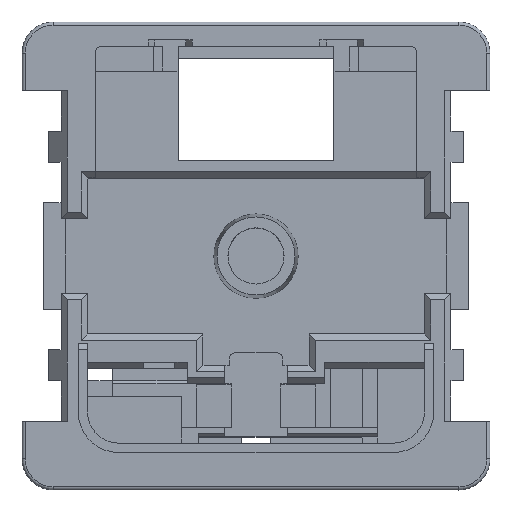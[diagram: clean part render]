
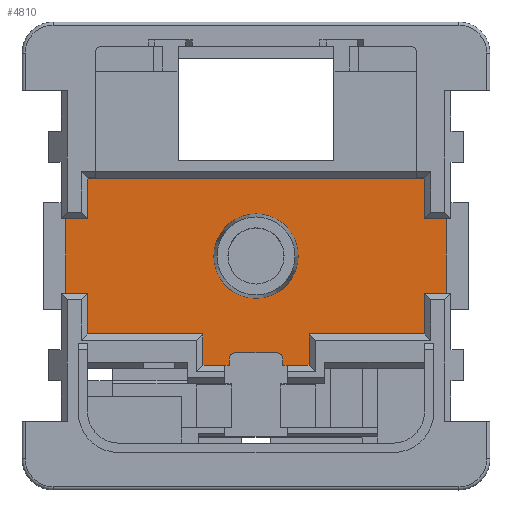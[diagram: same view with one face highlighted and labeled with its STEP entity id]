
A CAD part, top view. The second image highlights one B-rep face of the part: STEP entity #4810.
In plain terms, the highlighted planar face has unit normal (0, 0, 1).
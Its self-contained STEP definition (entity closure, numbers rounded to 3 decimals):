
#2345 = VERTEX_POINT('',#2346);
#2346 = CARTESIAN_POINT('',(-5.4,-1.2,0.5));
#2352 = EDGE_CURVE('',#2345,#2353,#2355,.T.);
#2353 = VERTEX_POINT('',#2354);
#2354 = CARTESIAN_POINT('',(-6.1,-1.2,0.5));
#2355 = LINE('',#2356,#2357);
#2356 = CARTESIAN_POINT('',(-5.4,-1.2,0.5));
#2357 = VECTOR('',#2358,1.);
#2358 = DIRECTION('',(-1.,0.,0.));
#2411 = VERTEX_POINT('',#2412);
#2412 = CARTESIAN_POINT('',(-5.4,-2.5,0.5));
#2418 = EDGE_CURVE('',#2411,#2345,#2419,.T.);
#2419 = LINE('',#2420,#2421);
#2420 = CARTESIAN_POINT('',(-5.4,-2.5,0.5));
#2421 = VECTOR('',#2422,1.);
#2422 = DIRECTION('',(0.,1.,0.));
#2458 = VERTEX_POINT('',#2459);
#2459 = CARTESIAN_POINT('',(-1.7,-2.5,0.5));
#2465 = EDGE_CURVE('',#2458,#2411,#2466,.T.);
#2466 = LINE('',#2467,#2468);
#2467 = CARTESIAN_POINT('',(-1.7,-2.5,0.5));
#2468 = VECTOR('',#2469,1.);
#2469 = DIRECTION('',(-1.,0.,0.));
#2499 = VERTEX_POINT('',#2500);
#2500 = CARTESIAN_POINT('',(-1.7,-3.5,0.5));
#2506 = EDGE_CURVE('',#2499,#2458,#2507,.T.);
#2507 = LINE('',#2508,#2509);
#2508 = CARTESIAN_POINT('',(-1.7,-3.5,0.5));
#2509 = VECTOR('',#2510,1.);
#2510 = DIRECTION('',(0.,1.,0.));
#2680 = VERTEX_POINT('',#2681);
#2681 = CARTESIAN_POINT('',(-0.85,-3.5,0.5));
#2687 = EDGE_CURVE('',#2680,#2499,#2688,.T.);
#2688 = LINE('',#2689,#2690);
#2689 = CARTESIAN_POINT('',(1.7,-3.5,0.5));
#2690 = VECTOR('',#2691,1.);
#2691 = DIRECTION('',(-1.,0.,0.));
#2970 = VERTEX_POINT('',#2971);
#2971 = CARTESIAN_POINT('',(5.4,-1.2,0.5));
#2988 = VERTEX_POINT('',#2989);
#2989 = CARTESIAN_POINT('',(6.1,-1.2,0.5));
#2995 = EDGE_CURVE('',#2988,#2970,#2996,.T.);
#2996 = LINE('',#2997,#2998);
#2997 = CARTESIAN_POINT('',(6.1,-1.2,0.5));
#2998 = VECTOR('',#2999,1.);
#2999 = DIRECTION('',(-1.,0.,0.));
#3012 = VERTEX_POINT('',#3013);
#3013 = CARTESIAN_POINT('',(5.4,-2.5,0.5));
#3019 = EDGE_CURVE('',#2970,#3012,#3020,.T.);
#3020 = LINE('',#3021,#3022);
#3021 = CARTESIAN_POINT('',(5.4,-1.2,0.5));
#3022 = VECTOR('',#3023,1.);
#3023 = DIRECTION('',(0.,-1.,0.));
#3163 = EDGE_CURVE('',#3012,#3164,#3166,.T.);
#3164 = VERTEX_POINT('',#3165);
#3165 = CARTESIAN_POINT('',(1.7,-2.5,0.5));
#3166 = LINE('',#3167,#3168);
#3167 = CARTESIAN_POINT('',(5.4,-2.5,0.5));
#3168 = VECTOR('',#3169,1.);
#3169 = DIRECTION('',(-1.,0.,0.));
#3203 = EDGE_CURVE('',#3164,#3204,#3206,.T.);
#3204 = VERTEX_POINT('',#3205);
#3205 = CARTESIAN_POINT('',(1.7,-3.5,0.5));
#3206 = LINE('',#3207,#3208);
#3207 = CARTESIAN_POINT('',(1.7,-2.5,0.5));
#3208 = VECTOR('',#3209,1.);
#3209 = DIRECTION('',(0.,-1.,0.));
#3255 = EDGE_CURVE('',#3204,#3256,#3258,.T.);
#3256 = VERTEX_POINT('',#3257);
#3257 = CARTESIAN_POINT('',(0.85,-3.5,0.5));
#3258 = LINE('',#3259,#3260);
#3259 = CARTESIAN_POINT('',(1.7,-3.5,0.5));
#3260 = VECTOR('',#3261,1.);
#3261 = DIRECTION('',(-1.,0.,0.));
#4810 = ADVANCED_FACE('',(#4811,#4917),#4928,.T.);
#4811 = FACE_BOUND('',#4812,.T.);
#4812 = EDGE_LOOP('',(#4813,#4821,#4830,#4838,#4847,#4853,#4854,#4855,
    #4856,#4857,#4858,#4866,#4874,#4882,#4890,#4898,#4906,#4912,#4913,
    #4914,#4915,#4916));
#4813 = ORIENTED_EDGE('',*,*,#4814,.T.);
#4814 = EDGE_CURVE('',#2680,#4815,#4817,.T.);
#4815 = VERTEX_POINT('',#4816);
#4816 = CARTESIAN_POINT('',(-0.85,-3.3,0.5));
#4817 = LINE('',#4818,#4819);
#4818 = CARTESIAN_POINT('',(-0.85,-1.879,0.5));
#4819 = VECTOR('',#4820,1.);
#4820 = DIRECTION('',(0.,1.,0.));
#4821 = ORIENTED_EDGE('',*,*,#4822,.T.);
#4822 = EDGE_CURVE('',#4815,#4823,#4825,.T.);
#4823 = VERTEX_POINT('',#4824);
#4824 = CARTESIAN_POINT('',(-0.65,-3.1,0.5));
#4825 = CIRCLE('',#4826,0.2);
#4826 = AXIS2_PLACEMENT_3D('',#4827,#4828,#4829);
#4827 = CARTESIAN_POINT('',(-0.65,-3.3,0.5));
#4828 = DIRECTION('',(-0.,-0.,-1.));
#4829 = DIRECTION('',(0.,-1.,0.));
#4830 = ORIENTED_EDGE('',*,*,#4831,.T.);
#4831 = EDGE_CURVE('',#4823,#4832,#4834,.T.);
#4832 = VERTEX_POINT('',#4833);
#4833 = CARTESIAN_POINT('',(0.65,-3.1,0.5));
#4834 = LINE('',#4835,#4836);
#4835 = CARTESIAN_POINT('',(-0.425,-3.1,0.5));
#4836 = VECTOR('',#4837,1.);
#4837 = DIRECTION('',(1.,0.,0.));
#4838 = ORIENTED_EDGE('',*,*,#4839,.T.);
#4839 = EDGE_CURVE('',#4832,#4840,#4842,.T.);
#4840 = VERTEX_POINT('',#4841);
#4841 = CARTESIAN_POINT('',(0.85,-3.3,0.5));
#4842 = CIRCLE('',#4843,0.2);
#4843 = AXIS2_PLACEMENT_3D('',#4844,#4845,#4846);
#4844 = CARTESIAN_POINT('',(0.65,-3.3,0.5));
#4845 = DIRECTION('',(-0.,-0.,-1.));
#4846 = DIRECTION('',(0.,-1.,0.));
#4847 = ORIENTED_EDGE('',*,*,#4848,.T.);
#4848 = EDGE_CURVE('',#4840,#3256,#4849,.T.);
#4849 = LINE('',#4850,#4851);
#4850 = CARTESIAN_POINT('',(0.85,-1.679,0.5));
#4851 = VECTOR('',#4852,1.);
#4852 = DIRECTION('',(0.,-1.,0.));
#4853 = ORIENTED_EDGE('',*,*,#3255,.F.);
#4854 = ORIENTED_EDGE('',*,*,#3203,.F.);
#4855 = ORIENTED_EDGE('',*,*,#3163,.F.);
#4856 = ORIENTED_EDGE('',*,*,#3019,.F.);
#4857 = ORIENTED_EDGE('',*,*,#2995,.F.);
#4858 = ORIENTED_EDGE('',*,*,#4859,.F.);
#4859 = EDGE_CURVE('',#4860,#2988,#4862,.T.);
#4860 = VERTEX_POINT('',#4861);
#4861 = CARTESIAN_POINT('',(6.1,1.2,0.5));
#4862 = LINE('',#4863,#4864);
#4863 = CARTESIAN_POINT('',(6.1,1.2,0.5));
#4864 = VECTOR('',#4865,1.);
#4865 = DIRECTION('',(0.,-1.,0.));
#4866 = ORIENTED_EDGE('',*,*,#4867,.F.);
#4867 = EDGE_CURVE('',#4868,#4860,#4870,.T.);
#4868 = VERTEX_POINT('',#4869);
#4869 = CARTESIAN_POINT('',(5.4,1.2,0.5));
#4870 = LINE('',#4871,#4872);
#4871 = CARTESIAN_POINT('',(5.4,1.2,0.5));
#4872 = VECTOR('',#4873,1.);
#4873 = DIRECTION('',(1.,0.,0.));
#4874 = ORIENTED_EDGE('',*,*,#4875,.F.);
#4875 = EDGE_CURVE('',#4876,#4868,#4878,.T.);
#4876 = VERTEX_POINT('',#4877);
#4877 = CARTESIAN_POINT('',(5.4,2.5,0.5));
#4878 = LINE('',#4879,#4880);
#4879 = CARTESIAN_POINT('',(5.4,2.5,0.5));
#4880 = VECTOR('',#4881,1.);
#4881 = DIRECTION('',(0.,-1.,0.));
#4882 = ORIENTED_EDGE('',*,*,#4883,.F.);
#4883 = EDGE_CURVE('',#4884,#4876,#4886,.T.);
#4884 = VERTEX_POINT('',#4885);
#4885 = CARTESIAN_POINT('',(-5.4,2.5,0.5));
#4886 = LINE('',#4887,#4888);
#4887 = CARTESIAN_POINT('',(-5.4,2.5,0.5));
#4888 = VECTOR('',#4889,1.);
#4889 = DIRECTION('',(1.,0.,0.));
#4890 = ORIENTED_EDGE('',*,*,#4891,.F.);
#4891 = EDGE_CURVE('',#4892,#4884,#4894,.T.);
#4892 = VERTEX_POINT('',#4893);
#4893 = CARTESIAN_POINT('',(-5.4,1.2,0.5));
#4894 = LINE('',#4895,#4896);
#4895 = CARTESIAN_POINT('',(-5.4,1.2,0.5));
#4896 = VECTOR('',#4897,1.);
#4897 = DIRECTION('',(0.,1.,0.));
#4898 = ORIENTED_EDGE('',*,*,#4899,.F.);
#4899 = EDGE_CURVE('',#4900,#4892,#4902,.T.);
#4900 = VERTEX_POINT('',#4901);
#4901 = CARTESIAN_POINT('',(-6.1,1.2,0.5));
#4902 = LINE('',#4903,#4904);
#4903 = CARTESIAN_POINT('',(-6.1,1.2,0.5));
#4904 = VECTOR('',#4905,1.);
#4905 = DIRECTION('',(1.,0.,0.));
#4906 = ORIENTED_EDGE('',*,*,#4907,.F.);
#4907 = EDGE_CURVE('',#2353,#4900,#4908,.T.);
#4908 = LINE('',#4909,#4910);
#4909 = CARTESIAN_POINT('',(-6.1,-1.2,0.5));
#4910 = VECTOR('',#4911,1.);
#4911 = DIRECTION('',(0.,1.,0.));
#4912 = ORIENTED_EDGE('',*,*,#2352,.F.);
#4913 = ORIENTED_EDGE('',*,*,#2418,.F.);
#4914 = ORIENTED_EDGE('',*,*,#2465,.F.);
#4915 = ORIENTED_EDGE('',*,*,#2506,.F.);
#4916 = ORIENTED_EDGE('',*,*,#2687,.F.);
#4917 = FACE_BOUND('',#4918,.T.);
#4918 = EDGE_LOOP('',(#4919));
#4919 = ORIENTED_EDGE('',*,*,#4920,.T.);
#4920 = EDGE_CURVE('',#4921,#4921,#4923,.T.);
#4921 = VERTEX_POINT('',#4922);
#4922 = CARTESIAN_POINT('',(1.35,0.,0.5));
#4923 = CIRCLE('',#4924,1.35);
#4924 = AXIS2_PLACEMENT_3D('',#4925,#4926,#4927);
#4925 = CARTESIAN_POINT('',(0.,0.,0.5));
#4926 = DIRECTION('',(0.,0.,-1.));
#4927 = DIRECTION('',(1.,0.,0.));
#4928 = PLANE('',#4929);
#4929 = AXIS2_PLACEMENT_3D('',#4930,#4931,#4932);
#4930 = CARTESIAN_POINT('',(0.,-0.258,0.5));
#4931 = DIRECTION('',(0.,0.,1.));
#4932 = DIRECTION('',(1.,0.,0.));
